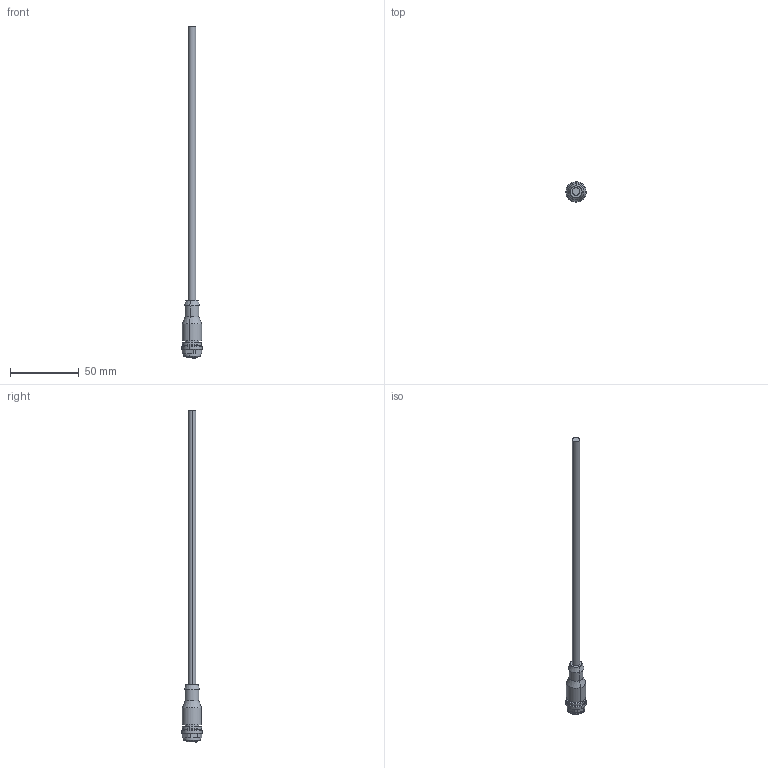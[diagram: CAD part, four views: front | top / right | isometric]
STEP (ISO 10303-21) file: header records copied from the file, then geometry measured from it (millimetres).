
FILE_DESCRIPTION(('CATIA V5 STEP Exchange','CAx-IF Rec.Pracs.--- Model Styling and Organization---1.4--- 2014-01-23'),'2;1');
FILE_NAME ('025190-1_1_1879712000_1879712000.stp','2019-10-09T06:42:46+00:00',('none'),('Weidmueller'),'CATIA Version 5-6 Release 2016 SP3 HF44','CATIA V5 STEP AP214','none');
FILE_SCHEMA(('AUTOMOTIVE_DESIGN { 1 0 10303 214 1 1 1 1 }'));
Length unit declared in the file: millimetre
Products named in the file (1): 1879712000
Bounding box: 14.96 x 14.96 x 242 mm (x, y, z)
Volume: 9787.5 mm3; surface area: 6637.4 mm2
Topology: 3 solids, 3 shells, 137 faces, 337 edges, 228 vertices
Faces by surface type: cylinder 57, cone 38, plane 37, torus 5
Entity records: 4545 total; most frequent: CARTESIAN_POINT 1392, ORIENTED_EDGE 674, DIRECTION 543, EDGE_CURVE 335, AXIS2_PLACEMENT_3D 294, VERTEX_POINT 226, CIRCLE 164, EDGE_LOOP 159
